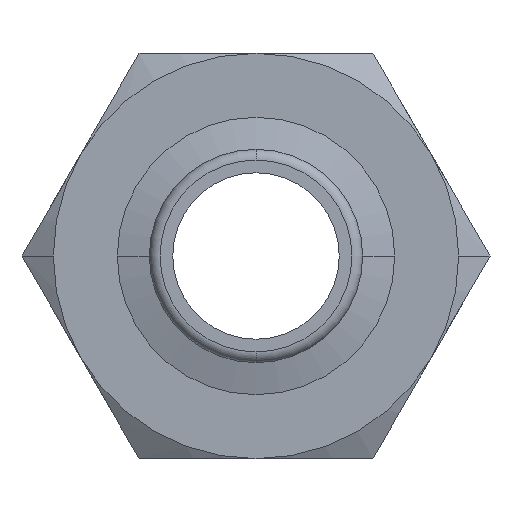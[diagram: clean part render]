
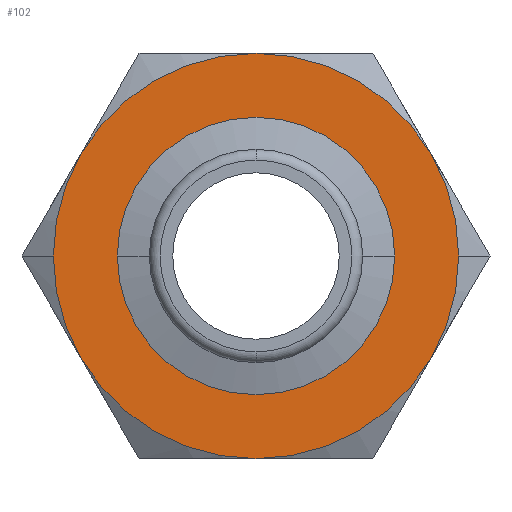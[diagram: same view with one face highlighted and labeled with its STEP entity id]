
A CAD part, front view. The second image highlights one B-rep face of the part: STEP entity #102.
In plain terms, the highlighted planar face has unit normal (0, -1, 0).
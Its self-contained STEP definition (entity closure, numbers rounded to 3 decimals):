
#102=ADVANCED_FACE('',(#233,#234),#235,.T.);
#233=FACE_OUTER_BOUND('',#394,.T.);
#234=FACE_BOUND('',#395,.T.);
#235=PLANE('',#396);
#394=EDGE_LOOP('',(#621,#622,#623,#624,#625,#626,#627,#628));
#395=EDGE_LOOP('',(#629,#630));
#396=AXIS2_PLACEMENT_3D('',#631,#632,#633);
#621=ORIENTED_EDGE('',*,*,#994,.F.);
#622=ORIENTED_EDGE('',*,*,#995,.F.);
#623=ORIENTED_EDGE('',*,*,#996,.F.);
#624=ORIENTED_EDGE('',*,*,#945,.F.);
#625=ORIENTED_EDGE('',*,*,#949,.F.);
#626=ORIENTED_EDGE('',*,*,#980,.F.);
#627=ORIENTED_EDGE('',*,*,#984,.F.);
#628=ORIENTED_EDGE('',*,*,#997,.F.);
#629=ORIENTED_EDGE('',*,*,#998,.F.);
#630=ORIENTED_EDGE('',*,*,#999,.F.);
#631=CARTESIAN_POINT('',(4.75,24.5,0.0));
#632=DIRECTION('',(-0.0,-1.0,-0.0));
#633=DIRECTION('',(-1.0,0.0,0.0));
#945=EDGE_CURVE('',#1116,#1118,#1119,.T.);
#949=EDGE_CURVE('',#1122,#1116,#1124,.T.);
#980=EDGE_CURVE('',#1177,#1122,#1179,.T.);
#984=EDGE_CURVE('',#1183,#1177,#1185,.T.);
#994=EDGE_CURVE('',#1162,#1196,#1197,.T.);
#995=EDGE_CURVE('',#1198,#1162,#1199,.T.);
#996=EDGE_CURVE('',#1118,#1198,#1200,.T.);
#997=EDGE_CURVE('',#1196,#1183,#1201,.T.);
#998=EDGE_CURVE('',#1202,#1203,#1204,.T.);
#999=EDGE_CURVE('',#1203,#1202,#1205,.T.);
#1116=VERTEX_POINT('',#1348);
#1118=VERTEX_POINT('',#1351);
#1119=CIRCLE('',#1352,9.5);
#1122=VERTEX_POINT('',#1366);
#1124=CIRCLE('',#1379,9.5);
#1162=VERTEX_POINT('',#1455);
#1177=VERTEX_POINT('',#1527);
#1179=CIRCLE('',#1540,9.5);
#1183=VERTEX_POINT('',#1555);
#1185=CIRCLE('',#1568,9.5);
#1196=VERTEX_POINT('',#1615);
#1197=CIRCLE('',#1616,9.5);
#1198=VERTEX_POINT('',#1617);
#1199=CIRCLE('',#1618,9.5);
#1200=CIRCLE('',#1619,9.5);
#1201=CIRCLE('',#1620,9.5);
#1202=VERTEX_POINT('',#1621);
#1203=VERTEX_POINT('',#1622);
#1204=CIRCLE('',#1623,6.5);
#1205=CIRCLE('',#1624,6.5);
#1348=CARTESIAN_POINT('',(-9.5,24.5,0.));
#1351=CARTESIAN_POINT('',(-8.227,24.5,4.75));
#1352=AXIS2_PLACEMENT_3D('',#1858,#1859,#1860);
#1366=CARTESIAN_POINT('',(-8.227,24.5,-4.75));
#1379=AXIS2_PLACEMENT_3D('',#1861,#1862,#1863);
#1455=CARTESIAN_POINT('',(8.227,24.5,4.75));
#1527=CARTESIAN_POINT('',(0.0,24.5,-9.5));
#1540=AXIS2_PLACEMENT_3D('',#1895,#1896,#1897);
#1555=CARTESIAN_POINT('',(8.227,24.5,-4.75));
#1568=AXIS2_PLACEMENT_3D('',#1898,#1899,#1900);
#1615=CARTESIAN_POINT('',(9.5,24.5,0.));
#1616=AXIS2_PLACEMENT_3D('',#1904,#1905,#1906);
#1617=CARTESIAN_POINT('',(0.,24.5,9.5));
#1618=AXIS2_PLACEMENT_3D('',#1907,#1908,#1909);
#1619=AXIS2_PLACEMENT_3D('',#1910,#1911,#1912);
#1620=AXIS2_PLACEMENT_3D('',#1913,#1914,#1915);
#1621=CARTESIAN_POINT('',(-6.5,24.5,0.));
#1622=CARTESIAN_POINT('',(6.5,24.5,0.));
#1623=AXIS2_PLACEMENT_3D('',#1916,#1917,#1918);
#1624=AXIS2_PLACEMENT_3D('',#1919,#1920,#1921);
#1858=CARTESIAN_POINT('',(0.0,24.5,0.0));
#1859=DIRECTION('',(-0.0,1.0,0.0));
#1860=DIRECTION('',(1.0,0.0,0.0));
#1861=CARTESIAN_POINT('',(0.0,24.5,0.0));
#1862=DIRECTION('',(-0.0,1.0,0.0));
#1863=DIRECTION('',(1.0,0.0,0.0));
#1895=CARTESIAN_POINT('',(0.0,24.5,0.0));
#1896=DIRECTION('',(-0.0,1.0,0.0));
#1897=DIRECTION('',(1.0,0.0,0.0));
#1898=CARTESIAN_POINT('',(0.0,24.5,0.0));
#1899=DIRECTION('',(-0.0,1.0,0.0));
#1900=DIRECTION('',(1.0,0.0,0.0));
#1904=CARTESIAN_POINT('',(0.0,24.5,0.0));
#1905=DIRECTION('',(-0.0,1.0,0.0));
#1906=DIRECTION('',(1.0,0.0,0.0));
#1907=CARTESIAN_POINT('',(0.0,24.5,0.0));
#1908=DIRECTION('',(-0.0,1.0,0.0));
#1909=DIRECTION('',(1.0,0.0,0.0));
#1910=CARTESIAN_POINT('',(0.0,24.5,0.0));
#1911=DIRECTION('',(-0.0,1.0,0.0));
#1912=DIRECTION('',(1.0,0.0,0.0));
#1913=CARTESIAN_POINT('',(0.0,24.5,0.0));
#1914=DIRECTION('',(-0.0,1.0,0.0));
#1915=DIRECTION('',(1.0,0.0,0.0));
#1916=CARTESIAN_POINT('',(0.0,24.5,0.0));
#1917=DIRECTION('',(0.0,-1.0,0.0));
#1918=DIRECTION('',(1.0,0.0,0.0));
#1919=CARTESIAN_POINT('',(0.0,24.5,0.0));
#1920=DIRECTION('',(0.0,-1.0,0.0));
#1921=DIRECTION('',(1.0,0.0,0.0));
